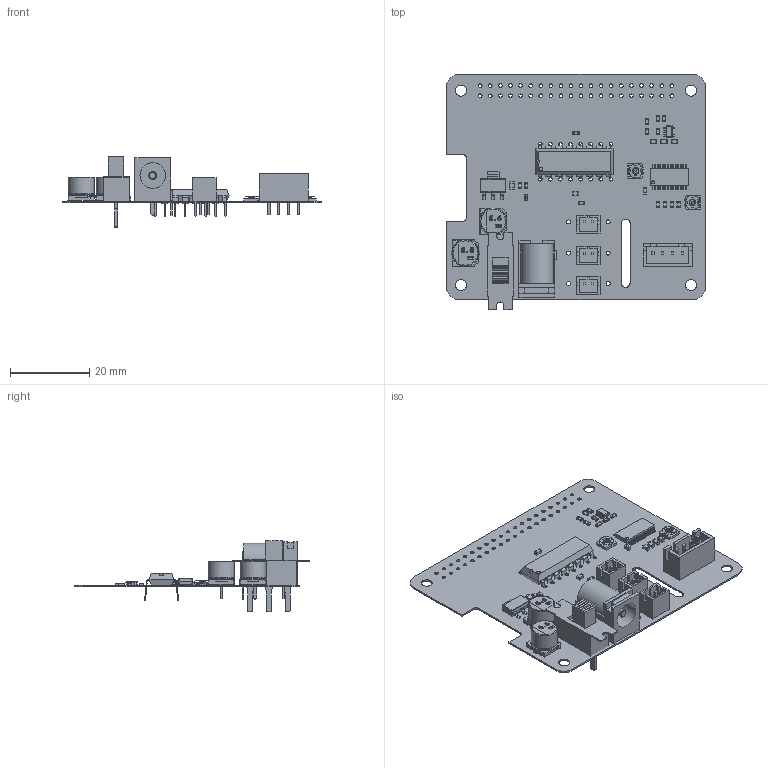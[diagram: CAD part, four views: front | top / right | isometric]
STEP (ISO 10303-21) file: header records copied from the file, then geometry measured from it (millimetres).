
FILE_DESCRIPTION(('Open CASCADE Model'),'2;1');
FILE_NAME('Open CASCADE Shape Model','2020-09-23T11:25:26',('Author'),( 'Open CASCADE'),'Open CASCADE STEP processor 6.8','Open CASCADE 6.8' ,'Unknown');
FILE_SCHEMA(('AUTOMOTIVE_DESIGN { 1 0 10303 214 1 1 1 1 }'));
Length unit declared in the file: millimetre
Products named in the file (52): PCB; Board; R12; RES0603; R11; R10; R9; R8; R7; R6; R5; BOURNS_TC33; TC33_SUBST1; R4; IC1; Analog_-_TSOT-23-5_UJ-5; Switch; JST_B2B-PH-K-S; SW_PWR; SWITCH-_GRAYHILL__48ASSP1S1M2QBT; R3; R2; Linear; Gripper; U2; SOT-223; R1; 0603_resistor; C10; 0603_cap; C3; 0805_cap; C2; CAP_ALSMD_-_6.6_x_6.6_x_6.1; C1; C7; C5; U3; DIP18N; D1 ...
Assembly tree (70 placements, depth 4):
  PCB
    Board
    R12
      RES0603
    R11
      RES0603
    R10
      RES0603
    R9
      RES0603
    R8
      RES0603
    R7
      RES0603
    R6
      RES0603
    R5
      BOURNS_TC33
        TC33_SUBST1
    R4
      RES0603
    IC1
      Analog_-_TSOT-23-5_UJ-5
    Switch
      JST_B2B-PH-K-S
    SW_PWR
      SWITCH-_GRAYHILL__48ASSP1S1M2QBT
    R3
      BOURNS_TC33
        TC33_SUBST1
    R2
      RES0603
    Linear
      JST_B2B-PH-K-S
    Gripper
      JST_B2B-PH-K-S
    U2
      SOT-223
    R1
      0603_resistor
    C10
      0603_cap
    C3
      0805_cap
    C2
      CAP_ALSMD_-_6.6_x_6.6_x_6.1
    C1
      CAP_ALSMD_-_6.6_x_6.6_x_6.1
    C7
      0603_cap
    C5
      0603_cap
    U3
      DIP18N
    D1
      LED_0603_Base_GREEN
      LED_0603_Lens_GREEN
    C11
      0603_cap
    C9
Bounding box: 65.25 x 59.31 x 18.12 mm (x, y, z)
Volume: 4570.2 mm3; surface area: 11917.6 mm2
Topology: 94 solids, 94 shells, 2971 faces, 7714 edges, 4818 vertices
Faces by surface type: plane 1628, cylinder 723, bspline 372, sphere 168, torus 78, cone 2
Full cylindrical faces by diameter (mm): 0.254 x24, 0.635 x2, 0.8 x8, 0.9 x62, 1.016 x6, 1.5 x2, 1.6 x2, 1.85 x3, 2.8 x4, 6.05 x2, 6.55 x4
Entity records: 65255 total; most frequent: CARTESIAN_POINT 13597, ORIENTED_EDGE 10194, DIRECTION 9405, EDGE_CURVE 5097, LINE 3661, VECTOR 3661, VERTEX_POINT 3325, AXIS2_PLACEMENT_3D 2872
